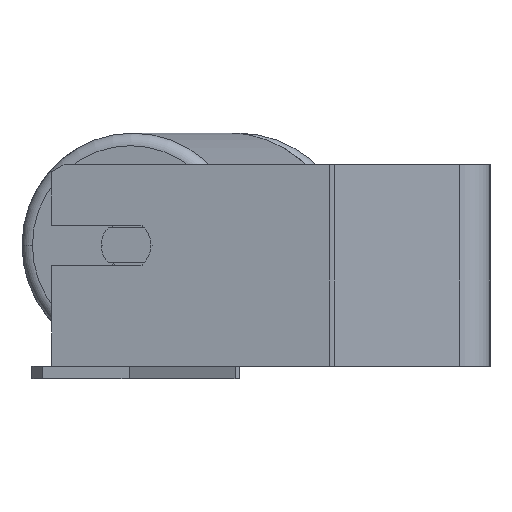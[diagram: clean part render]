
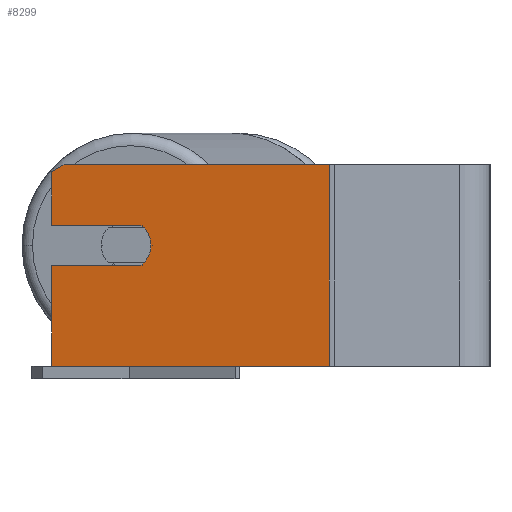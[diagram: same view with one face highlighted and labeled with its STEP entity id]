
A CAD part, left-side view. The second image highlights one B-rep face of the part: STEP entity #8299.
In plain terms, the highlighted planar face has unit normal (-0.985, 0.174, 0).
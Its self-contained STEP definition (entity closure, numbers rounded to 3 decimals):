
#118 = DIRECTION ( 'NONE',  ( 0.15, 0.853, -0.5 ) ) ;
#142 = EDGE_CURVE ( 'NONE', #5270, #4274, #3969, .T. ) ;
#160 = CARTESIAN_POINT ( 'NONE',  ( -381.252, 168.995, 40. ) ) ;
#190 = DIRECTION ( 'NONE',  ( 0.985, -0.174, 0. ) ) ;
#409 = CIRCLE ( 'NONE', #4517, 10. ) ;
#709 = CARTESIAN_POINT ( 'NONE',  ( -385.593, 144.375, 8. ) ) ;
#867 = VECTOR ( 'NONE', #6802, 1000. ) ;
#1215 = CARTESIAN_POINT ( 'NONE',  ( -380.384, 173.919, 40. ) ) ;
#1356 = EDGE_CURVE ( 'NONE', #1641, #3186, #4336, .T. ) ;
#1454 = EDGE_CURVE ( 'NONE', #3329, #3892, #409, .T. ) ;
#1467 = ORIENTED_EDGE ( 'NONE', *, *, #7137, .F. ) ;
#1495 = DIRECTION ( 'NONE',  ( 0.174, 0.985, 0. ) ) ;
#1575 = DIRECTION ( 'NONE',  ( -0.985, 0.174, 0. ) ) ;
#1637 = EDGE_CURVE ( 'NONE', #8967, #6054, #4962, .T. ) ;
#1641 = VERTEX_POINT ( 'NONE', #160 ) ;
#1740 = VECTOR ( 'NONE', #1495, 1000. ) ;
#1833 = CARTESIAN_POINT ( 'NONE',  ( -380.384, 173.919, 40. ) ) ;
#1845 = CIRCLE ( 'NONE', #8123, 10. ) ;
#1874 = LINE ( 'NONE', #1215, #4092 ) ;
#2119 = VECTOR ( 'NONE', #3117, 1000. ) ;
#2147 = VECTOR ( 'NONE', #7989, 1000. ) ;
#2205 = VECTOR ( 'NONE', #4943, 1000. ) ;
#2276 = CARTESIAN_POINT ( 'NONE',  ( -380.384, 173.919, 0. ) ) ;
#2352 = PLANE ( 'NONE',  #3305 ) ;
#2520 = LINE ( 'NONE', #1833, #2119 ) ;
#2554 = CARTESIAN_POINT ( 'NONE',  ( -380.384, 173.919, -40. ) ) ;
#2655 = EDGE_CURVE ( 'NONE', #3186, #6054, #1874, .T. ) ;
#2681 = LINE ( 'NONE', #6150, #8375 ) ;
#2702 = EDGE_CURVE ( 'NONE', #7721, #3317, #6715, .T. ) ;
#3117 = DIRECTION ( 'NONE',  ( -0.174, -0.985, 0. ) ) ;
#3186 = VERTEX_POINT ( 'NONE', #4567 ) ;
#3238 = DIRECTION ( 'NONE',  ( -0.174, -0.985, 0. ) ) ;
#3305 = AXIS2_PLACEMENT_3D ( 'NONE', #8525, #190, #3634 ) ;
#3317 = VERTEX_POINT ( 'NONE', #3681 ) ;
#3329 = VERTEX_POINT ( 'NONE', #5177 ) ;
#3353 = ORIENTED_EDGE ( 'NONE', *, *, #2702, .F. ) ;
#3462 = ORIENTED_EDGE ( 'NONE', *, *, #142, .T. ) ;
#3634 = DIRECTION ( 'NONE',  ( 0.174, 0.985, 0. ) ) ;
#3681 = CARTESIAN_POINT ( 'NONE',  ( -399.818, 63.704, -40. ) ) ;
#3690 = EDGE_CURVE ( 'NONE', #4274, #3317, #5630, .T. ) ;
#3884 = ORIENTED_EDGE ( 'NONE', *, *, #6179, .F. ) ;
#3892 = VERTEX_POINT ( 'NONE', #5349 ) ;
#3969 = LINE ( 'NONE', #7436, #2147 ) ;
#4013 = ORIENTED_EDGE ( 'NONE', *, *, #4256, .F. ) ;
#4092 = VECTOR ( 'NONE', #4746, 1000. ) ;
#4256 = EDGE_CURVE ( 'NONE', #5270, #3329, #2681, .T. ) ;
#4274 = VERTEX_POINT ( 'NONE', #2554 ) ;
#4336 = LINE ( 'NONE', #5604, #6837 ) ;
#4408 = CARTESIAN_POINT ( 'NONE',  ( -380.384, 173.919, 16. ) ) ;
#4517 = AXIS2_PLACEMENT_3D ( 'NONE', #709, #6149, #7477 ) ;
#4567 = CARTESIAN_POINT ( 'NONE',  ( -380.384, 173.919, 37.113 ) ) ;
#4723 = EDGE_LOOP ( 'NONE', ( #3884, #8462, #5245, #5631, #1467, #5894, #4013, #3462, #8517, #3353 ) ) ;
#4746 = DIRECTION ( 'NONE',  ( 0., 0., -1. ) ) ;
#4943 = DIRECTION ( 'NONE',  ( -0.174, -0.985, 0. ) ) ;
#4962 = LINE ( 'NONE', #7755, #1740 ) ;
#5177 = CARTESIAN_POINT ( 'NONE',  ( -386.635, 138.466, 0. ) ) ;
#5245 = ORIENTED_EDGE ( 'NONE', *, *, #2655, .T. ) ;
#5270 = VERTEX_POINT ( 'NONE', #2276 ) ;
#5349 = CARTESIAN_POINT ( 'NONE',  ( -387.33, 134.527, 8. ) ) ;
#5604 = CARTESIAN_POINT ( 'NONE',  ( -380.384, 173.919, 37.113 ) ) ;
#5630 = LINE ( 'NONE', #8472, #2205 ) ;
#5631 = ORIENTED_EDGE ( 'NONE', *, *, #1637, .F. ) ;
#5728 = FACE_OUTER_BOUND ( 'NONE', #4723, .T. ) ;
#5894 = ORIENTED_EDGE ( 'NONE', *, *, #1454, .F. ) ;
#6054 = VERTEX_POINT ( 'NONE', #4408 ) ;
#6118 = CARTESIAN_POINT ( 'NONE',  ( -399.818, 63.704, 40. ) ) ;
#6149 = DIRECTION ( 'NONE',  ( -0.985, 0.174, 0. ) ) ;
#6150 = CARTESIAN_POINT ( 'NONE',  ( -386.635, 138.466, 0. ) ) ;
#6179 = EDGE_CURVE ( 'NONE', #1641, #7721, #2520, .T. ) ;
#6715 = LINE ( 'NONE', #6118, #867 ) ;
#6802 = DIRECTION ( 'NONE',  ( 0., 0., -1. ) ) ;
#6837 = VECTOR ( 'NONE', #118, 1000. ) ;
#7137 = EDGE_CURVE ( 'NONE', #3892, #8967, #1845, .T. ) ;
#7436 = CARTESIAN_POINT ( 'NONE',  ( -380.384, 173.919, 40. ) ) ;
#7477 = DIRECTION ( 'NONE',  ( -0.174, -0.985, 0. ) ) ;
#7721 = VERTEX_POINT ( 'NONE', #7953 ) ;
#7755 = CARTESIAN_POINT ( 'NONE',  ( -386.635, 138.466, 16. ) ) ;
#7953 = CARTESIAN_POINT ( 'NONE',  ( -399.818, 63.704, 40. ) ) ;
#7989 = DIRECTION ( 'NONE',  ( 0., 0., -1. ) ) ;
#8123 = AXIS2_PLACEMENT_3D ( 'NONE', #8615, #1575, #8570 ) ;
#8177 = CARTESIAN_POINT ( 'NONE',  ( -386.635, 138.466, 16. ) ) ;
#8299 = ADVANCED_FACE ( 'NONE', ( #5728 ), #2352, .F. ) ;
#8375 = VECTOR ( 'NONE', #3238, 1000. ) ;
#8462 = ORIENTED_EDGE ( 'NONE', *, *, #1356, .T. ) ;
#8472 = CARTESIAN_POINT ( 'NONE',  ( -380.384, 173.919, -40. ) ) ;
#8517 = ORIENTED_EDGE ( 'NONE', *, *, #3690, .T. ) ;
#8525 = CARTESIAN_POINT ( 'NONE',  ( -380.384, 173.919, 40. ) ) ;
#8570 = DIRECTION ( 'NONE',  ( -0.174, -0.985, 0. ) ) ;
#8615 = CARTESIAN_POINT ( 'NONE',  ( -385.593, 144.375, 8. ) ) ;
#8967 = VERTEX_POINT ( 'NONE', #8177 ) ;
